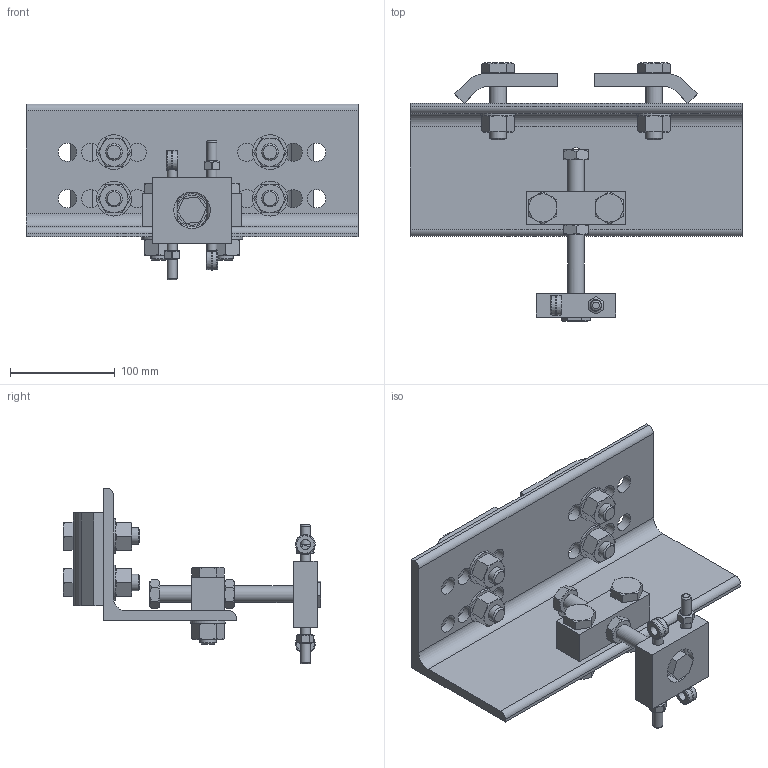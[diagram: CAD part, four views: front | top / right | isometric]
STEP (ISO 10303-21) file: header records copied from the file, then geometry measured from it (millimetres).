
FILE_DESCRIPTION((''),'2;1');
FILE_NAME('25474.stp','2009-10-13T06:59:30',('jholman'),(''),'Autodesk Inventor 2009','Autodesk Inventor 2009','');
FILE_SCHEMA(('AUTOMOTIVE_DESIGN { 1 0 10303 214 1 1 1 1 }'));
Length unit declared in the file: inch
Products named in the file (16): 3D11O7F4D; 3D11J7F4D; 3D11F7F4C; 3D11H7F4B; Heavy Hex Structural Bolt - Inch 5/8-11 UNC - 2.5; Plain Washer (Inch) 5/8 - narrow - Type A; Heavy Hex Nut - Inch 5/8 - 11; 3D11N7F4A; 3D11NYD4C; 3D11GIB4B; 3D110JB4A; 3D11ZIB4A; 3D1104B4A; Hex Nut - UNC (Regular Thread - Inch) 3/8 - 16; 3D114FD4B; Type A - Plain Washer (Inch) 5/8 - narrow - Type A
Assembly tree (33 placements, depth 3):
  3D11O7F4D
    3D11J7F4D
      3D11F7F4C
      3D11H7F4B  x2
      Heavy Hex Structural Bolt - Inch 5/8-11 UNC - 2.5  x4
      Plain Washer (Inch) 5/8 - narrow - Type A  x4
      Heavy Hex Nut - Inch 5/8 - 11  x4
    3D11N7F4A
    3D11NYD4C
    3D11GIB4B
    3D110JB4A
    3D11ZIB4A
    3D1104B4A  x2
    Hex Nut - UNC (Regular Thread - Inch) 3/8 - 16  x2
    3D114FD4B  x2
    Heavy Hex Structural Bolt - Inch 5/8-11 UNC - 2.5  x2
    Heavy Hex Nut - Inch 5/8 - 11  x2
    Type A - Plain Washer (Inch) 5/8 - narrow - Type A  x2
Bounding box: 317.5 x 246.62 x 168.28 mm (x, y, z)
Volume: 1307991.3 mm3; surface area: 334366.2 mm2
Topology: 32 solids, 32 shells, 644 faces, 1438 edges, 846 vertices
Faces by surface type: plane 206, cone 191, bspline 97, cylinder 82, sphere 48, torus 20
Full cylindrical faces by diameter (mm): 3.969 x1, 9.525 x2, 15.875 x7, 16.307 x6, 16.662 x6, 17.463 x8, 22.009 x1, 24.289 x6, 28.575 x2, 33.325 x6
Entity records: 9753 total; most frequent: CARTESIAN_POINT 3704, DIRECTION 1157, ORIENTED_EDGE 1036, EDGE_CURVE 518, AXIS2_PLACEMENT_3D 510, EDGE_LOOP 413, VERTEX_POINT 347, FACE_OUTER_BOUND 267
